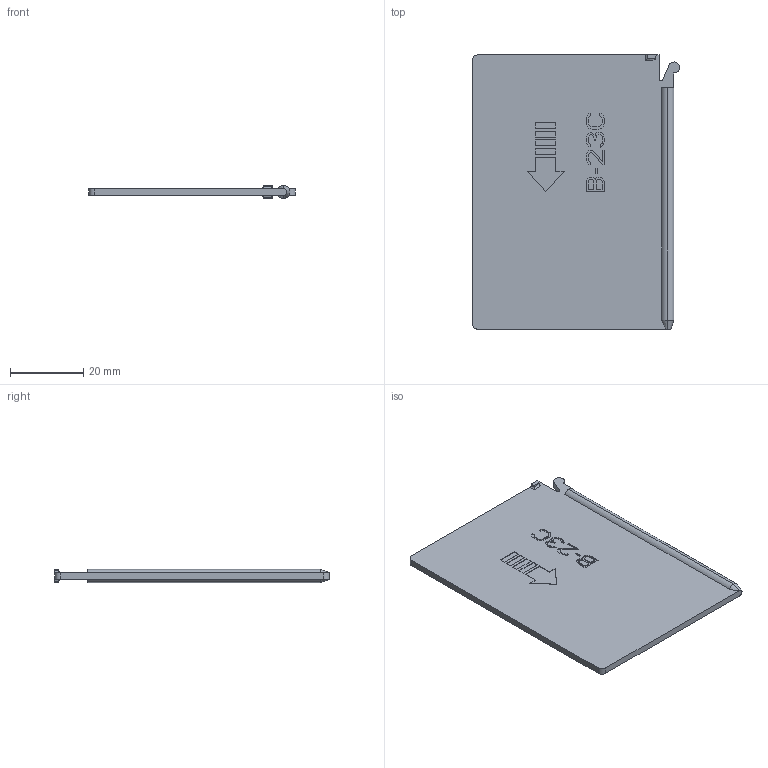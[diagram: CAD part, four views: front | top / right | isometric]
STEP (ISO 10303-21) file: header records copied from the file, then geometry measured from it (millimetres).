
FILE_DESCRIPTION (( 'STEP AP203' ), '1' );
FILE_NAME ('GCBX2-PBR-STD.step', '2021-09-02T14:13:58', ( '' ), ( '' ), 'SwSTEP 2.0', 'SolidWorks 2021', '' );
FILE_SCHEMA (( 'CONFIG_CONTROL_DESIGN' ));
Length unit declared in the file: inch
Products named in the file (1): GCBX2-PBR-STD
Bounding box: 56.5 x 75 x 3.6 mm (x, y, z)
Volume: 7602.2 mm3; surface area: 8867.2 mm2
Topology: 1 solids, 1 shells, 441 faces, 1236 edges, 821 vertices
Faces by surface type: plane 426, cylinder 12, cone 3
Entity records: 13997 total; most frequent: CARTESIAN_POINT 2533, ORIENTED_EDGE 2472, DIRECTION 2136, EDGE_CURVE 1236, VECTOR 1208, LINE 1208, VERTEX_POINT 821, EDGE_LOOP 465
